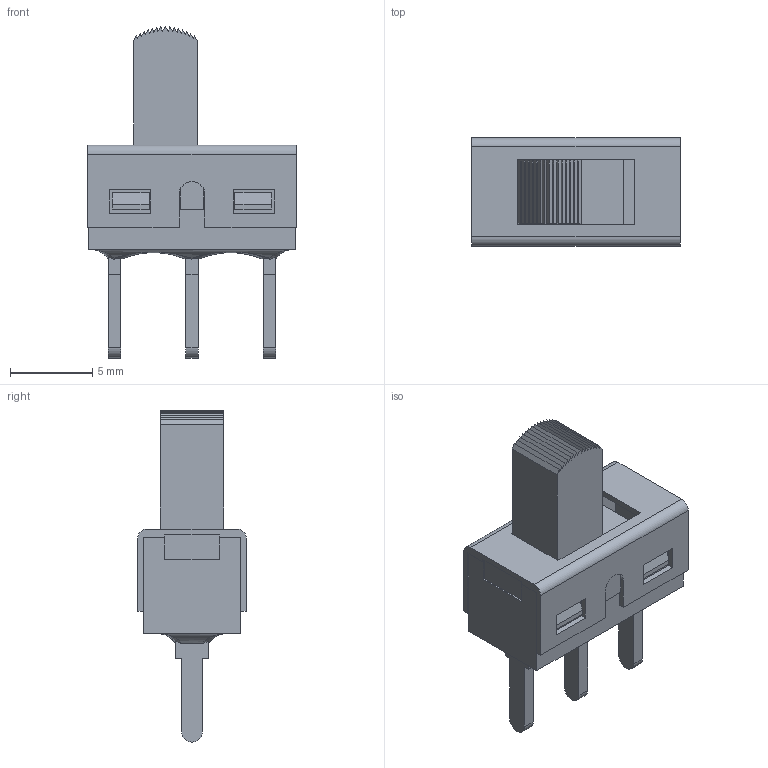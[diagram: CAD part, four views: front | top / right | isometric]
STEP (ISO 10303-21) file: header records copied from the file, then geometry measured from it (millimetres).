
FILE_DESCRIPTION (( 'STEP AP214' ), '1' );
FILE_NAME ('1101M2S3CQE2.STEP', '2022-12-08T19:20:49', ( '' ), ( '' ), 'SwSTEP 2.0', 'SolidWorks 2021', '' );
FILE_SCHEMA (( 'AUTOMOTIVE_DESIGN' ));
Length unit declared in the file: inch
Products named in the file (1): 1101M2S3CQE2
Bounding box: 12.7 x 6.6 x 20.19 mm (x, y, z)
Volume: 387.9 mm3; surface area: 1102.4 mm2
Topology: 1 solids, 1 shells, 191 faces, 567 edges, 380 vertices
Faces by surface type: plane 162, cylinder 19, bspline 8, cone 2
Entity records: 9421 total; most frequent: CARTESIAN_POINT 1853, ORIENTED_EDGE 1134, DIRECTION 913, EDGE_CURVE 567, LINE 465, VECTOR 465, VERTEX_POINT 380, AXIS2_PLACEMENT_3D 224
